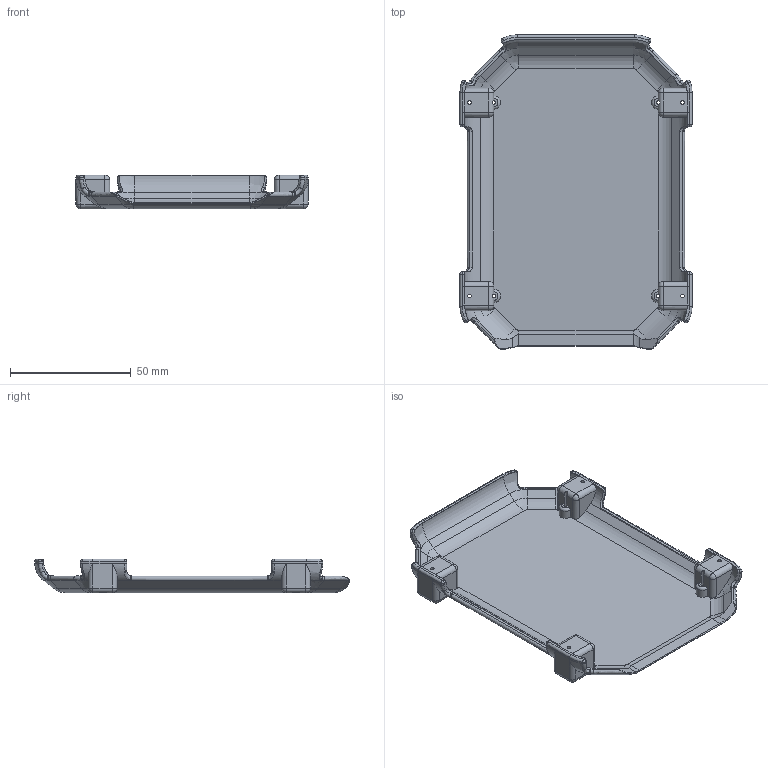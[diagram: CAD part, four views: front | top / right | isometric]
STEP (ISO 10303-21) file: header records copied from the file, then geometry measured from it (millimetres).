
FILE_DESCRIPTION(/* description */ (''),/* implementation_level */ '2;1');
FILE_NAME(/* name */ 'bottom-cover-flat.step',/* time_stamp */ '2022-11-04T19:33:53-04:00',/* author */ (''),/* organization */ (''),/* preprocessor_version */ 'ST-DEVELOPER v19',/* originating_system */ 'Autodesk Translation Framework v11.7.0.108',/* authorisation */ '');
FILE_SCHEMA (('AUTOMOTIVE_DESIGN { 1 0 10303 214 3 1 1 }'));
Length unit declared in the file: millimetre
Products named in the file (1): bottom-cover-flat
Bounding box: 96 x 129.95 x 14 mm (x, y, z)
Volume: 36165.9 mm3; surface area: 27742.2 mm2
Topology: 1 solids, 1 shells, 423 faces, 1073 edges, 618 vertices
Faces by surface type: cylinder 144, plane 119, bspline 98, cone 24, sphere 20, torus 18
Full cylindrical faces by diameter (mm): 1.5 x8, 5 x4
Entity records: 25732 total; most frequent: CARTESIAN_POINT 15858, ORIENTED_EDGE 2094, DIRECTION 1914, EDGE_CURVE 1047, AXIS2_PLACEMENT_3D 755, VERTEX_POINT 618, EDGE_LOOP 431, STYLED_ITEM 424
